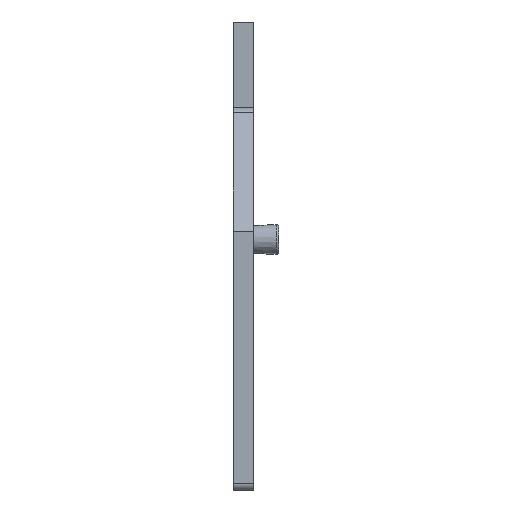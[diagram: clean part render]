
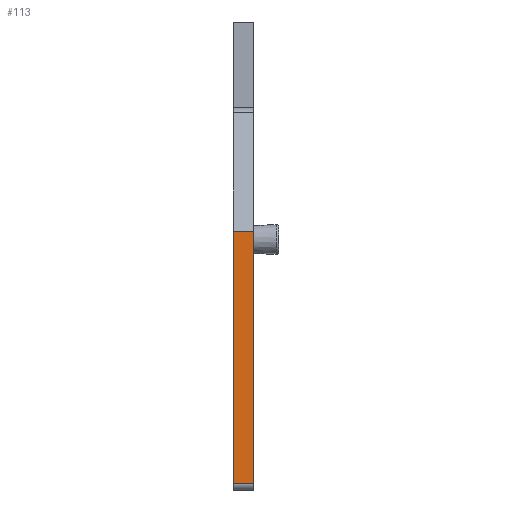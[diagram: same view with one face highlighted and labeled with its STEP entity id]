
A CAD part, left-side view. The second image highlights one B-rep face of the part: STEP entity #113.
In plain terms, the highlighted planar face has unit normal (-1, 0, 0).
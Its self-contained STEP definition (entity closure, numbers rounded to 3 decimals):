
#113 = ADVANCED_FACE( '', ( #250 ), #251, .F. );
#250 = FACE_OUTER_BOUND( '', #405, .T. );
#251 = PLANE( '', #406 );
#405 = EDGE_LOOP( '', ( #696, #697, #698, #699 ) );
#406 = AXIS2_PLACEMENT_3D( '', #700, #701, #702 );
#696 = ORIENTED_EDGE( '', *, *, #955, .T. );
#697 = ORIENTED_EDGE( '', *, *, #976, .F. );
#698 = ORIENTED_EDGE( '', *, *, #885, .F. );
#699 = ORIENTED_EDGE( '', *, *, #977, .T. );
#700 = CARTESIAN_POINT( '', ( -22.05, 1.6, 1.95 ) );
#701 = DIRECTION( '', ( 1., 0., 0. ) );
#702 = DIRECTION( '', ( 0., 0., -1. ) );
#885 = EDGE_CURVE( '', #1052, #1011, #1054, .T. );
#955 = EDGE_CURVE( '', #1161, #1159, #1162, .T. );
#976 = EDGE_CURVE( '', #1011, #1159, #1193, .T. );
#977 = EDGE_CURVE( '', #1052, #1161, #1194, .T. );
#1011 = VERTEX_POINT( '', #1230 );
#1052 = VERTEX_POINT( '', #1282 );
#1054 = LINE( '', #1284, #1285 );
#1159 = VERTEX_POINT( '', #1419 );
#1161 = VERTEX_POINT( '', #1422 );
#1162 = LINE( '', #1423, #1424 );
#1193 = LINE( '', #1464, #1465 );
#1194 = LINE( '', #1466, #1467 );
#1230 = CARTESIAN_POINT( '', ( -22.05, 1.6, 1.95 ) );
#1282 = CARTESIAN_POINT( '', ( -22.05, 1.6, -18.007 ) );
#1284 = CARTESIAN_POINT( '', ( -22.05, 1.6, 1.746 ) );
#1285 = VECTOR( '', #1551, 1000. );
#1419 = CARTESIAN_POINT( '', ( -22.05, 0., 1.95 ) );
#1422 = CARTESIAN_POINT( '', ( -22.05, 0., -18.007 ) );
#1423 = CARTESIAN_POINT( '', ( -22.05, 0., 1.95 ) );
#1424 = VECTOR( '', #1642, 1000. );
#1464 = CARTESIAN_POINT( '', ( -22.05, 1.6, 1.95 ) );
#1465 = VECTOR( '', #1676, 1000. );
#1466 = CARTESIAN_POINT( '', ( -22.05, 1.6, -18.007 ) );
#1467 = VECTOR( '', #1677, 1000. );
#1551 = DIRECTION( '', ( 0., 0., 1. ) );
#1642 = DIRECTION( '', ( 0., 0., 1. ) );
#1676 = DIRECTION( '', ( 0., -1., 0. ) );
#1677 = DIRECTION( '', ( 0., -1., 0. ) );
